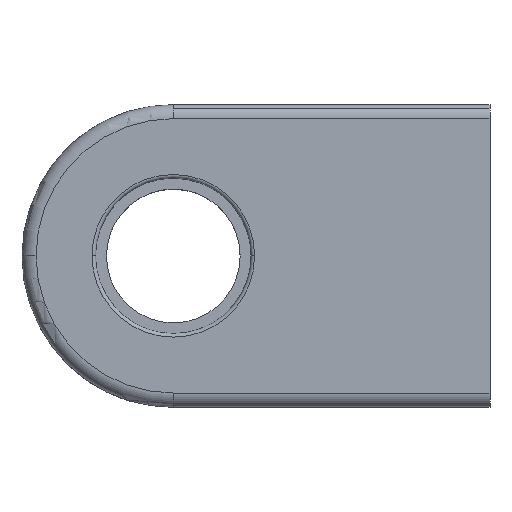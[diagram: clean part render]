
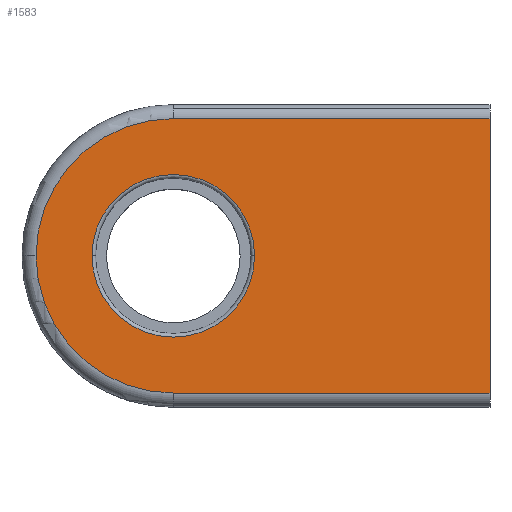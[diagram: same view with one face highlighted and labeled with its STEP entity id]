
A CAD part, top view. The second image highlights one B-rep face of the part: STEP entity #1583.
In plain terms, the highlighted planar face has unit normal (0, 0, 1).
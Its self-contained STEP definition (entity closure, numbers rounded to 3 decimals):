
#31 = AXIS2_PLACEMENT_3D ( 'NONE', #1341, #2218, #1390 ) ;
#35 = DIRECTION ( 'NONE',  ( 0., 0., 1. ) ) ;
#50 = ORIENTED_EDGE ( 'NONE', *, *, #1570, .F. ) ;
#66 = LINE ( 'NONE', #899, #906 ) ;
#168 = VECTOR ( 'NONE', #770, 1000. ) ;
#196 = ORIENTED_EDGE ( 'NONE', *, *, #1366, .F. ) ;
#286 = ORIENTED_EDGE ( 'NONE', *, *, #2132, .F. ) ;
#290 = VECTOR ( 'NONE', #935, 1000. ) ;
#425 = PLANE ( 'NONE',  #1631 ) ;
#501 = CARTESIAN_POINT ( 'NONE',  ( 11.75, 0., 26. ) ) ;
#515 = AXIS2_PLACEMENT_3D ( 'NONE', #1325, #2276, #1266 ) ;
#577 = EDGE_CURVE ( 'NONE', #1890, #1108, #66, .T. ) ;
#589 = ORIENTED_EDGE ( 'NONE', *, *, #2139, .F. ) ;
#611 = CARTESIAN_POINT ( 'NONE',  ( 45., -19.5, 26. ) ) ;
#642 = EDGE_CURVE ( 'NONE', #1228, #1911, #884, .T. ) ;
#752 = CARTESIAN_POINT ( 'NONE',  ( -11.55, 0., 26. ) ) ;
#770 = DIRECTION ( 'NONE',  ( 1., 0., 0. ) ) ;
#782 = AXIS2_PLACEMENT_3D ( 'NONE', #794, #813, #828 ) ;
#794 = CARTESIAN_POINT ( 'NONE',  ( 0., 0., 26. ) ) ;
#813 = DIRECTION ( 'NONE',  ( 0., 0., 1. ) ) ;
#828 = DIRECTION ( 'NONE',  ( 1., 0., 0. ) ) ;
#884 = CIRCLE ( 'NONE', #782, 11.55 ) ;
#899 = CARTESIAN_POINT ( 'NONE',  ( 45., -21.5, 26. ) ) ;
#906 = VECTOR ( 'NONE', #1119, 1000. ) ;
#934 = ORIENTED_EDGE ( 'NONE', *, *, #642, .F. ) ;
#935 = DIRECTION ( 'NONE',  ( -1., 0., 0. ) ) ;
#938 = LINE ( 'NONE', #1434, #168 ) ;
#1006 = CARTESIAN_POINT ( 'NONE',  ( 0., 0., 26. ) ) ;
#1108 = VERTEX_POINT ( 'NONE', #1943 ) ;
#1119 = DIRECTION ( 'NONE',  ( 0., 1., 0. ) ) ;
#1169 = VERTEX_POINT ( 'NONE', #2285 ) ;
#1228 = VERTEX_POINT ( 'NONE', #1290 ) ;
#1238 = FACE_BOUND ( 'NONE', #1541, .T. ) ;
#1266 = DIRECTION ( 'NONE',  ( 1., 0., 0. ) ) ;
#1270 = FACE_OUTER_BOUND ( 'NONE', #2316, .T. ) ;
#1276 = EDGE_CURVE ( 'NONE', #2310, #1169, #1806, .T. ) ;
#1290 = CARTESIAN_POINT ( 'NONE',  ( 11.55, 0., 26. ) ) ;
#1295 = CARTESIAN_POINT ( 'NONE',  ( 0., 19.5, 26. ) ) ;
#1325 = CARTESIAN_POINT ( 'NONE',  ( 0., 0., 26. ) ) ;
#1341 = CARTESIAN_POINT ( 'NONE',  ( 0., 0., 26. ) ) ;
#1366 = EDGE_CURVE ( 'NONE', #1890, #2310, #1867, .T. ) ;
#1390 = DIRECTION ( 'NONE',  ( -1., 0., 0. ) ) ;
#1434 = CARTESIAN_POINT ( 'NONE',  ( 28.375, 19.5, 26. ) ) ;
#1437 = CARTESIAN_POINT ( 'NONE',  ( 5.875, -19.5, 26. ) ) ;
#1446 = ORIENTED_EDGE ( 'NONE', *, *, #1276, .F. ) ;
#1523 = DIRECTION ( 'NONE',  ( 1., 0., 0. ) ) ;
#1541 = EDGE_LOOP ( 'NONE', ( #50, #934 ) ) ;
#1570 = EDGE_CURVE ( 'NONE', #1911, #1228, #2028, .T. ) ;
#1583 = ADVANCED_FACE ( 'NONE', ( #1238, #1270 ), #425, .T. ) ;
#1631 = AXIS2_PLACEMENT_3D ( 'NONE', #501, #35, #1523 ) ;
#1649 = CIRCLE ( 'NONE', #31, 19.5 ) ;
#1668 = ORIENTED_EDGE ( 'NONE', *, *, #577, .T. ) ;
#1793 = AXIS2_PLACEMENT_3D ( 'NONE', #1006, #2050, #2192 ) ;
#1806 = CIRCLE ( 'NONE', #1793, 19.5 ) ;
#1867 = LINE ( 'NONE', #1437, #290 ) ;
#1886 = CARTESIAN_POINT ( 'NONE',  ( 0., -19.5, 26. ) ) ;
#1890 = VERTEX_POINT ( 'NONE', #611 ) ;
#1911 = VERTEX_POINT ( 'NONE', #752 ) ;
#1943 = CARTESIAN_POINT ( 'NONE',  ( 45., 19.5, 26. ) ) ;
#2028 = CIRCLE ( 'NONE', #515, 11.55 ) ;
#2050 = DIRECTION ( 'NONE',  ( 0., 0., -1. ) ) ;
#2076 = VERTEX_POINT ( 'NONE', #1295 ) ;
#2132 = EDGE_CURVE ( 'NONE', #2076, #1108, #938, .T. ) ;
#2139 = EDGE_CURVE ( 'NONE', #1169, #2076, #1649, .T. ) ;
#2192 = DIRECTION ( 'NONE',  ( -1., 0., 0. ) ) ;
#2218 = DIRECTION ( 'NONE',  ( 0., 0., -1. ) ) ;
#2276 = DIRECTION ( 'NONE',  ( 0., 0., 1. ) ) ;
#2285 = CARTESIAN_POINT ( 'NONE',  ( -19.5, 0., 26. ) ) ;
#2310 = VERTEX_POINT ( 'NONE', #1886 ) ;
#2316 = EDGE_LOOP ( 'NONE', ( #286, #589, #1446, #196, #1668 ) ) ;
